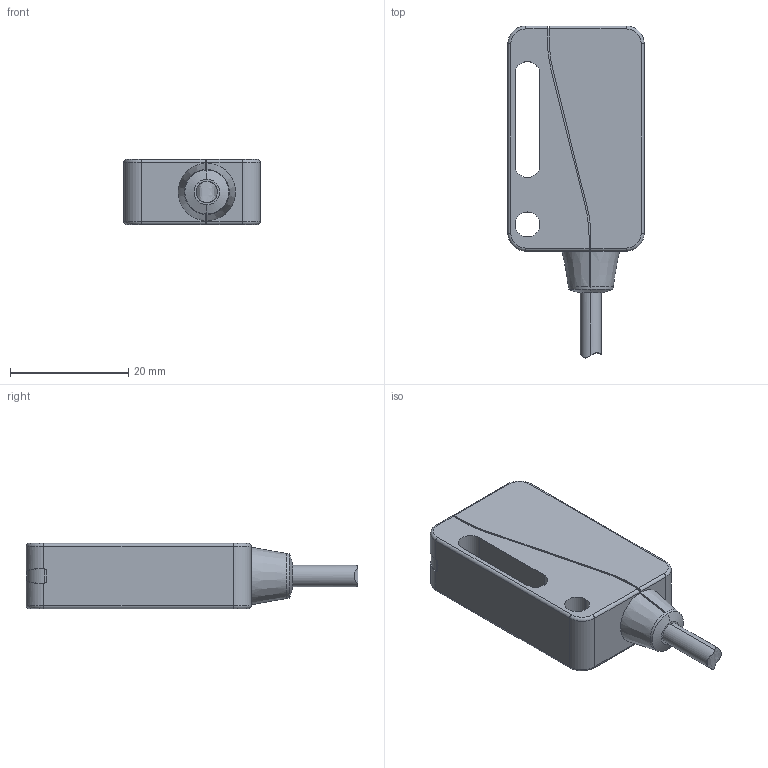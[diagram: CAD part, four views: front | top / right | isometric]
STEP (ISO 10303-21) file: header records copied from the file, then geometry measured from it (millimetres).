
FILE_DESCRIPTION((''),'2;1');
FILE_NAME('CAD0851_ML9-55_8H_115','2007-03-21T',('mflender'),(''),'PRO/ENGINEER BY PARAMETRIC TECHNOLOGY CORPORATION, 2006140','PRO/ENGINEER BY PARAMETRIC TECHNOLOGY CORPORATION, 2006140','');
FILE_SCHEMA(('CONFIG_CONTROL_DESIGN'));
Length unit declared in the file: millimetre
Products named in the file (1): CAD0851_ML9-55_8H_115
Bounding box: 23 x 56.05 x 11 mm (x, y, z)
Volume: 8966.2 mm3; surface area: 3904.6 mm2
Topology: 1 solids, 1 shells, 171 faces, 500 edges, 350 vertices
Faces by surface type: plane 90, cylinder 60, cone 10, torus 8, sphere 2, extrusion 1
Entity records: 7453 total; most frequent: CARTESIAN_POINT 1349, ORIENTED_EDGE 976, DIRECTION 889, PRESENTATION_STYLE_ASSIGNMENT 502, STYLED_ITEM 502, CURVE_STYLE 501, EDGE_CURVE 488, VERTEX_POINT 326
